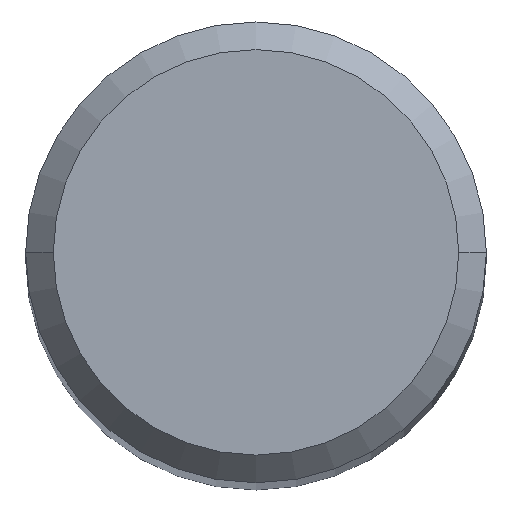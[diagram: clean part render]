
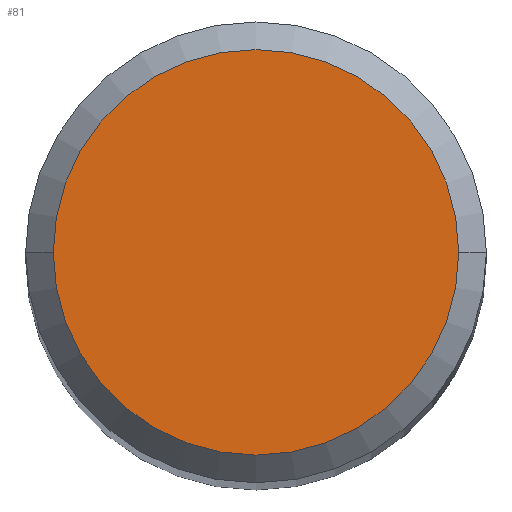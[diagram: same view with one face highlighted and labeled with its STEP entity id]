
A CAD part, top view. The second image highlights one B-rep face of the part: STEP entity #81.
In plain terms, the highlighted planar face has unit normal (0, 0, 1).
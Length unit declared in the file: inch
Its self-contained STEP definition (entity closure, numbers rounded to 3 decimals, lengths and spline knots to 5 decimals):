
#1 = CARTESIAN_POINT ( 'NONE',  ( 0.11, 0., 2.5 ) ) ;
#7 = CIRCLE ( 'NONE', #15, 0.11 ) ;
#15 = AXIS2_PLACEMENT_3D ( 'NONE', #51, #240, #208 ) ;
#19 = DIRECTION ( 'NONE',  ( 1., 0., 0. ) ) ;
#24 = ORIENTED_EDGE ( 'NONE', *, *, #134, .T. ) ;
#44 = AXIS2_PLACEMENT_3D ( 'NONE', #168, #216, #19 ) ;
#51 = CARTESIAN_POINT ( 'NONE',  ( 0., 0., 2.5 ) ) ;
#61 = PLANE ( 'NONE',  #44 ) ;
#64 = EDGE_LOOP ( 'NONE', ( #93, #24 ) ) ;
#81 = ADVANCED_FACE ( 'NONE', ( #151 ), #61, .T. ) ;
#93 = ORIENTED_EDGE ( 'NONE', *, *, #247, .T. ) ;
#112 = VERTEX_POINT ( 'NONE', #1 ) ;
#134 = EDGE_CURVE ( 'NONE', #112, #162, #192, .T. ) ;
#151 = FACE_OUTER_BOUND ( 'NONE', #64, .T. ) ;
#159 = CARTESIAN_POINT ( 'NONE',  ( -0.11, 0., 2.5 ) ) ;
#162 = VERTEX_POINT ( 'NONE', #159 ) ;
#168 = CARTESIAN_POINT ( 'NONE',  ( 0., 0., 2.5 ) ) ;
#192 = CIRCLE ( 'NONE', #237, 0.11 ) ;
#208 = DIRECTION ( 'NONE',  ( 1., 0., 0. ) ) ;
#216 = DIRECTION ( 'NONE',  ( 0., 0., 1. ) ) ;
#234 = CARTESIAN_POINT ( 'NONE',  ( 0., 0., 2.5 ) ) ;
#237 = AXIS2_PLACEMENT_3D ( 'NONE', #234, #275, #256 ) ;
#240 = DIRECTION ( 'NONE',  ( 0., 0., 1. ) ) ;
#247 = EDGE_CURVE ( 'NONE', #162, #112, #7, .T. ) ;
#256 = DIRECTION ( 'NONE',  ( 1., 0., 0. ) ) ;
#275 = DIRECTION ( 'NONE',  ( 0., 0., 1. ) ) ;
